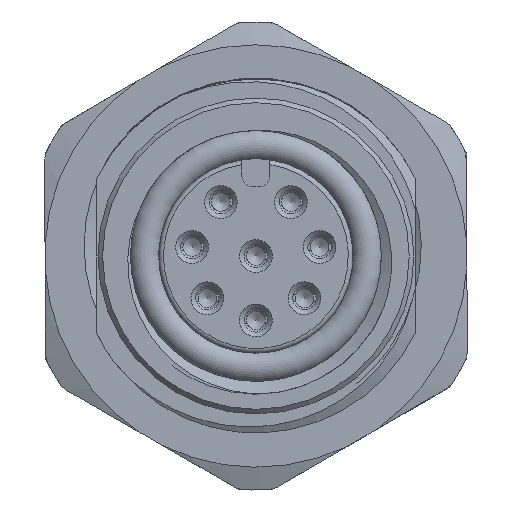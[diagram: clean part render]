
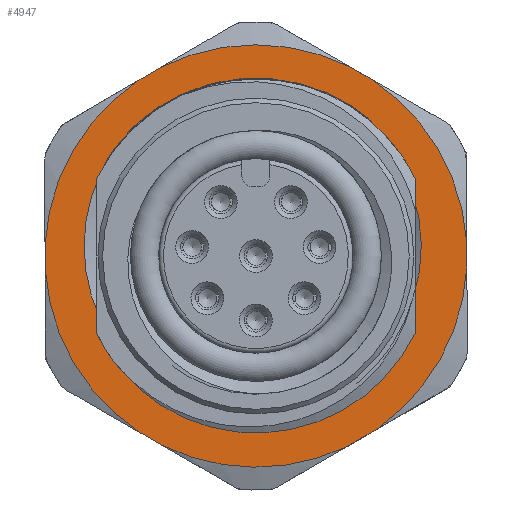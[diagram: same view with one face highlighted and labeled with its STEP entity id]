
A CAD part, front view. The second image highlights one B-rep face of the part: STEP entity #4947.
In plain terms, the highlighted face is planar.
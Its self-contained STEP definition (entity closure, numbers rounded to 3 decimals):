
#371=B_SPLINE_CURVE_WITH_KNOTS('',3,(#26368,#26369,#26370,#26371,#26372,
#26373,#26374),.UNSPECIFIED.,.F.,.F.,(4,1,1,1,4),(0.,0.004,
0.007,0.011,0.014),.UNSPECIFIED.);
#372=B_SPLINE_CURVE_WITH_KNOTS('',3,(#26378,#26379,#26380,#26381,#26382,
#26383,#26384),.UNSPECIFIED.,.F.,.F.,(4,1,1,1,4),(0.,0.004,
0.007,0.011,0.014),
 .UNSPECIFIED.);
#487=PLANE('',#5451);
#687=CIRCLE('',#5452,7.6);
#688=CIRCLE('',#5453,6.788);
#689=CIRCLE('',#5454,9.024);
#690=CIRCLE('',#5455,9.024);
#691=CIRCLE('',#5456,9.024);
#692=CIRCLE('',#5457,9.024);
#693=CIRCLE('',#5458,9.024);
#694=CIRCLE('',#5459,9.024);
#1651=ORIENTED_EDGE('',*,*,#2591,.T.);
#1652=ORIENTED_EDGE('',*,*,#2592,.T.);
#1653=ORIENTED_EDGE('',*,*,#2593,.T.);
#1654=ORIENTED_EDGE('',*,*,#2594,.T.);
#1655=ORIENTED_EDGE('',*,*,#2595,.F.);
#1656=ORIENTED_EDGE('',*,*,#2596,.T.);
#1657=ORIENTED_EDGE('',*,*,#2597,.F.);
#1658=ORIENTED_EDGE('',*,*,#2598,.T.);
#1659=ORIENTED_EDGE('',*,*,#2599,.F.);
#1660=ORIENTED_EDGE('',*,*,#2600,.T.);
#1661=ORIENTED_EDGE('',*,*,#2601,.F.);
#1662=ORIENTED_EDGE('',*,*,#2602,.T.);
#1663=ORIENTED_EDGE('',*,*,#2603,.F.);
#1664=ORIENTED_EDGE('',*,*,#2604,.T.);
#1665=ORIENTED_EDGE('',*,*,#2605,.F.);
#1666=ORIENTED_EDGE('',*,*,#2606,.T.);
#2591=EDGE_CURVE('',#3158,#3159,#687,.T.);
#2592=EDGE_CURVE('',#3159,#3160,#371,.T.);
#2593=EDGE_CURVE('',#3160,#3161,#688,.F.);
#2594=EDGE_CURVE('',#3161,#3158,#372,.T.);
#2595=EDGE_CURVE('',#3162,#3163,#689,.F.);
#2596=EDGE_CURVE('',#3162,#3164,#3454,.T.);
#2597=EDGE_CURVE('',#3165,#3164,#690,.F.);
#2598=EDGE_CURVE('',#3165,#3166,#3455,.T.);
#2599=EDGE_CURVE('',#3167,#3166,#691,.F.);
#2600=EDGE_CURVE('',#3167,#3168,#3456,.T.);
#2601=EDGE_CURVE('',#3169,#3168,#692,.F.);
#2602=EDGE_CURVE('',#3169,#3170,#3457,.T.);
#2603=EDGE_CURVE('',#3171,#3170,#693,.F.);
#2604=EDGE_CURVE('',#3171,#3172,#3458,.T.);
#2605=EDGE_CURVE('',#3173,#3172,#694,.F.);
#2606=EDGE_CURVE('',#3173,#3163,#3459,.T.);
#3158=VERTEX_POINT('',#26366);
#3159=VERTEX_POINT('',#26367);
#3160=VERTEX_POINT('',#26375);
#3161=VERTEX_POINT('',#26377);
#3162=VERTEX_POINT('',#26386);
#3163=VERTEX_POINT('',#26387);
#3164=VERTEX_POINT('',#26389);
#3165=VERTEX_POINT('',#26391);
#3166=VERTEX_POINT('',#26393);
#3167=VERTEX_POINT('',#26395);
#3168=VERTEX_POINT('',#26397);
#3169=VERTEX_POINT('',#26399);
#3170=VERTEX_POINT('',#26401);
#3171=VERTEX_POINT('',#26403);
#3172=VERTEX_POINT('',#26405);
#3173=VERTEX_POINT('',#26407);
#3454=LINE('',#26388,#3679);
#3455=LINE('',#26392,#3680);
#3456=LINE('',#26396,#3681);
#3457=LINE('',#26400,#3682);
#3458=LINE('',#26404,#3683);
#3459=LINE('',#26408,#3684);
#3679=VECTOR('',#6411,1000.);
#3680=VECTOR('',#6414,1000.);
#3681=VECTOR('',#6417,1000.);
#3682=VECTOR('',#6420,1000.);
#3683=VECTOR('',#6423,1000.);
#3684=VECTOR('',#6426,1000.);
#4061=EDGE_LOOP('',(#1651,#1652,#1653,#1654));
#4062=EDGE_LOOP('',(#1655,#1656,#1657,#1658,#1659,#1660,#1661,#1662,#1663,
#1664,#1665,#1666));
#4501=FACE_BOUND('',#4061,.T.);
#4502=FACE_BOUND('',#4062,.T.);
#4947=ADVANCED_FACE('',(#4501,#4502),#487,.T.);
#5451=AXIS2_PLACEMENT_3D('',#26364,#6403,#6404);
#5452=AXIS2_PLACEMENT_3D('',#26365,#6405,#6406);
#5453=AXIS2_PLACEMENT_3D('',#26376,#6407,#6408);
#5454=AXIS2_PLACEMENT_3D('',#26385,#6409,#6410);
#5455=AXIS2_PLACEMENT_3D('',#26390,#6412,#6413);
#5456=AXIS2_PLACEMENT_3D('',#26394,#6415,#6416);
#5457=AXIS2_PLACEMENT_3D('',#26398,#6418,#6419);
#5458=AXIS2_PLACEMENT_3D('',#26402,#6421,#6422);
#5459=AXIS2_PLACEMENT_3D('',#26406,#6424,#6425);
#6403=DIRECTION('',(1.,0.,0.));
#6404=DIRECTION('',(0.,0.,-1.));
#6405=DIRECTION('',(-1.,0.,0.));
#6406=DIRECTION('',(0.,1.,0.));
#6407=DIRECTION('',(1.,0.,0.));
#6408=DIRECTION('',(0.,0.,-1.));
#6409=DIRECTION('',(1.,0.,0.));
#6410=DIRECTION('',(0.,0.,-1.));
#6411=DIRECTION('',(0.,1.,0.));
#6412=DIRECTION('',(1.,0.,0.));
#6413=DIRECTION('',(0.,0.,-1.));
#6414=DIRECTION('',(0.,0.497,0.868));
#6415=DIRECTION('',(1.,0.,0.));
#6416=DIRECTION('',(0.,0.,-1.));
#6417=DIRECTION('',(0.,-0.497,0.868));
#6418=DIRECTION('',(1.,0.,0.));
#6419=DIRECTION('',(0.,0.,-1.));
#6420=DIRECTION('',(0.,-1.,0.));
#6421=DIRECTION('',(1.,0.,0.));
#6422=DIRECTION('',(0.,0.,-1.));
#6423=DIRECTION('',(0.,-0.498,-0.867));
#6424=DIRECTION('',(1.,0.,0.));
#6425=DIRECTION('',(0.,0.,-1.));
#6426=DIRECTION('',(0.,0.498,-0.867));
#26364=CARTESIAN_POINT('',(1.5,0.,0.));
#26365=CARTESIAN_POINT('',(1.5,0.,0.));
#26366=CARTESIAN_POINT('',(1.5,-2.904,7.023));
#26367=CARTESIAN_POINT('',(1.5,5.374,5.374));
#26368=CARTESIAN_POINT('',(1.5,5.374,5.374));
#26369=CARTESIAN_POINT('',(1.5,6.169,4.489));
#26370=CARTESIAN_POINT('',(1.5,7.318,2.364));
#26371=CARTESIAN_POINT('',(1.5,7.392,-1.283));
#26372=CARTESIAN_POINT('',(1.5,5.725,-4.53));
#26373=CARTESIAN_POINT('',(1.5,3.72,-5.886));
#26374=CARTESIAN_POINT('',(1.5,2.593,-6.273));
#26375=CARTESIAN_POINT('',(1.5,2.593,-6.273));
#26376=CARTESIAN_POINT('',(1.5,0.,0.));
#26377=CARTESIAN_POINT('',(1.5,-4.8,-4.8));
#26378=CARTESIAN_POINT('',(1.5,-4.8,-4.8));
#26379=CARTESIAN_POINT('',(1.5,-5.69,-4.011));
#26380=CARTESIAN_POINT('',(1.5,-7.029,-1.983));
#26381=CARTESIAN_POINT('',(1.5,-7.315,1.66));
#26382=CARTESIAN_POINT('',(1.5,-5.853,4.987));
#26383=CARTESIAN_POINT('',(1.5,-3.975,6.51));
#26384=CARTESIAN_POINT('',(1.5,-2.904,7.023));
#26385=CARTESIAN_POINT('',(1.5,0.,0.));
#26386=CARTESIAN_POINT('',(1.5,-0.764,-8.992));
#26387=CARTESIAN_POINT('',(1.5,-7.542,-4.955));
#26388=CARTESIAN_POINT('',(1.5,-4.376,-8.992));
#26389=CARTESIAN_POINT('',(1.5,0.764,-8.992));
#26390=CARTESIAN_POINT('',(1.5,0.,0.));
#26391=CARTESIAN_POINT('',(1.5,7.551,-4.941));
#26392=CARTESIAN_POINT('',(1.5,5.661,-8.243));
#26393=CARTESIAN_POINT('',(1.5,8.085,-4.008));
#26394=CARTESIAN_POINT('',(1.5,0.,0.));
#26395=CARTESIAN_POINT('',(1.5,8.085,4.008));
#26396=CARTESIAN_POINT('',(1.5,9.975,0.706));
#26397=CARTESIAN_POINT('',(1.5,7.551,4.941));
#26398=CARTESIAN_POINT('',(1.5,0.,0.));
#26399=CARTESIAN_POINT('',(1.5,0.537,9.008));
#26400=CARTESIAN_POINT('',(1.5,4.342,9.008));
#26401=CARTESIAN_POINT('',(1.5,-0.537,9.008));
#26402=CARTESIAN_POINT('',(1.5,0.,0.));
#26403=CARTESIAN_POINT('',(1.5,-7.542,4.955));
#26404=CARTESIAN_POINT('',(1.5,-5.646,8.254));
#26405=CARTESIAN_POINT('',(1.5,-8.078,4.024));
#26406=CARTESIAN_POINT('',(1.5,0.,0.));
#26407=CARTESIAN_POINT('',(1.5,-8.078,-4.024));
#26408=CARTESIAN_POINT('',(1.5,-9.974,-0.725));
